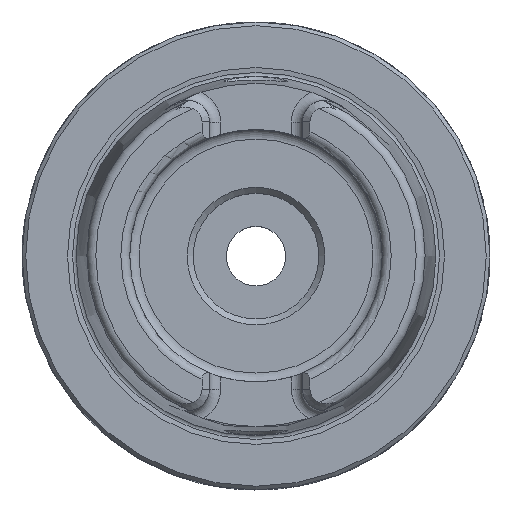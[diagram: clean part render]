
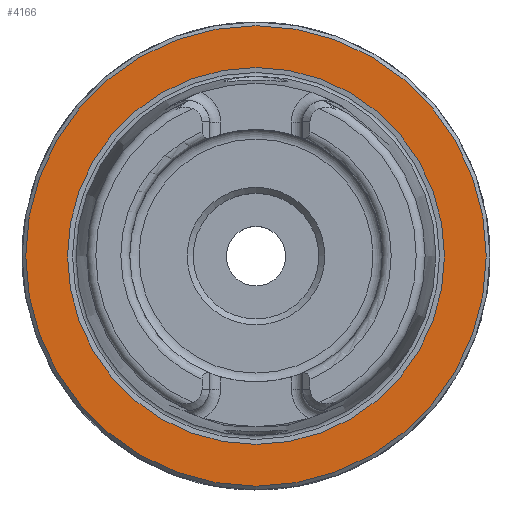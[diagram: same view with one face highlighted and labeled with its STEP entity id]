
A CAD part, top view. The second image highlights one B-rep face of the part: STEP entity #4166.
In plain terms, the highlighted planar face has unit normal (0, 0, 1).
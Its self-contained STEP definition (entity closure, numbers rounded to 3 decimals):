
#433=PLANE('',#4453);
#846=ORIENTED_EDGE('',*,*,#1431,.T.);
#847=ORIENTED_EDGE('',*,*,#1429,.F.);
#1429=EDGE_CURVE('',#1721,#1721,#1892,.T.);
#1431=EDGE_CURVE('',#1723,#1723,#1894,.T.);
#1721=VERTEX_POINT('',#6478);
#1723=VERTEX_POINT('',#6483);
#1892=CIRCLE('',#4451,25.373);
#1894=CIRCLE('',#4454,31.);
#2099=EDGE_LOOP('',(#846));
#2100=EDGE_LOOP('',(#847));
#2416=FACE_BOUND('',#2099,.T.);
#2417=FACE_BOUND('',#2100,.T.);
#4166=ADVANCED_FACE('',(#2416,#2417),#433,.T.);
#4451=AXIS2_PLACEMENT_3D('',#6477,#5085,#5086);
#4453=AXIS2_PLACEMENT_3D('',#6481,#5089,#5090);
#4454=AXIS2_PLACEMENT_3D('',#6482,#5091,#5092);
#5085=DIRECTION('',(0.,0.,1.));
#5086=DIRECTION('',(1.,0.,0.));
#5089=DIRECTION('',(0.,0.,1.));
#5090=DIRECTION('',(1.,0.,0.));
#5091=DIRECTION('',(0.,0.,1.));
#5092=DIRECTION('',(1.,0.,0.));
#6477=CARTESIAN_POINT('',(0.,0.,0.));
#6478=CARTESIAN_POINT('',(25.373,0.,0.));
#6481=CARTESIAN_POINT('',(31.,0.,0.));
#6482=CARTESIAN_POINT('',(0.,0.,0.));
#6483=CARTESIAN_POINT('',(31.,0.,0.));
